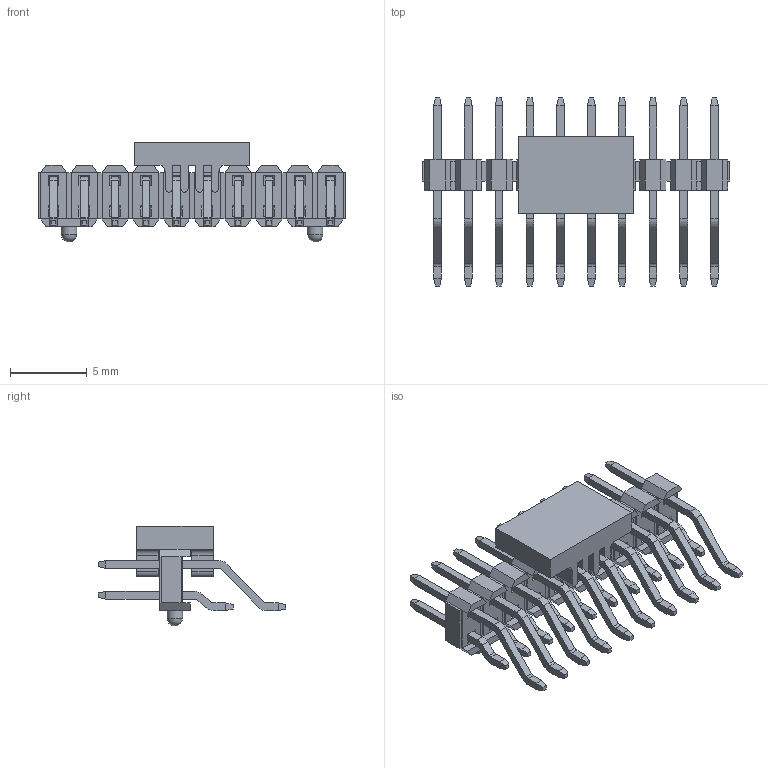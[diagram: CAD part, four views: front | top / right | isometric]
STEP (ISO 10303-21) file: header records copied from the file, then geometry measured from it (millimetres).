
FILE_DESCRIPTION(/* description */ ('Unknown'),/* implementation_level */ '2;1');
FILE_NAME(/* name */ 'J_Wurth_WR-PHD_621320284521',/* time_stamp */ '2025-04-24T16:08:01+08:00',/* author */ ('Unknown'),/* organization */ ('Unknown'),/* preprocessor_version */ 'ST-DEVELOPER v19.4',/* originating_system */ 'Solid Edge',/* authorisation */ 'Unknown');
FILE_SCHEMA (('AUTOMOTIVE_DESIGN {1 0 10303 214 3 1 1}'));
Length unit declared in the file: millimetre
Products named in the file (2): J_Wurth_WR-PHD_621320284521
Assembly tree (1 placements, depth 2):
  J_Wurth_WR-PHD_621320284521
    J_Wurth_WR-PHD_621320284521
Bounding box: 20 x 12.22 x 6.5 mm (x, y, z)
Volume: 230.3 mm3; surface area: 800.3 mm2
Topology: 1 solids, 1 shells, 860 faces, 2128 edges, 1292 vertices
Faces by surface type: plane 756, cylinder 102, sphere 2
Full cylindrical faces by diameter (mm): 1 x2
Entity records: 30784 total; most frequent: CARTESIAN_POINT 4270, ORIENTED_EDGE 4240, DIRECTION 4048, EDGE_CURVE 2120, LINE 1916, VECTOR 1916, VERTEX_POINT 1288, AXIS2_PLACEMENT_3D 1066
